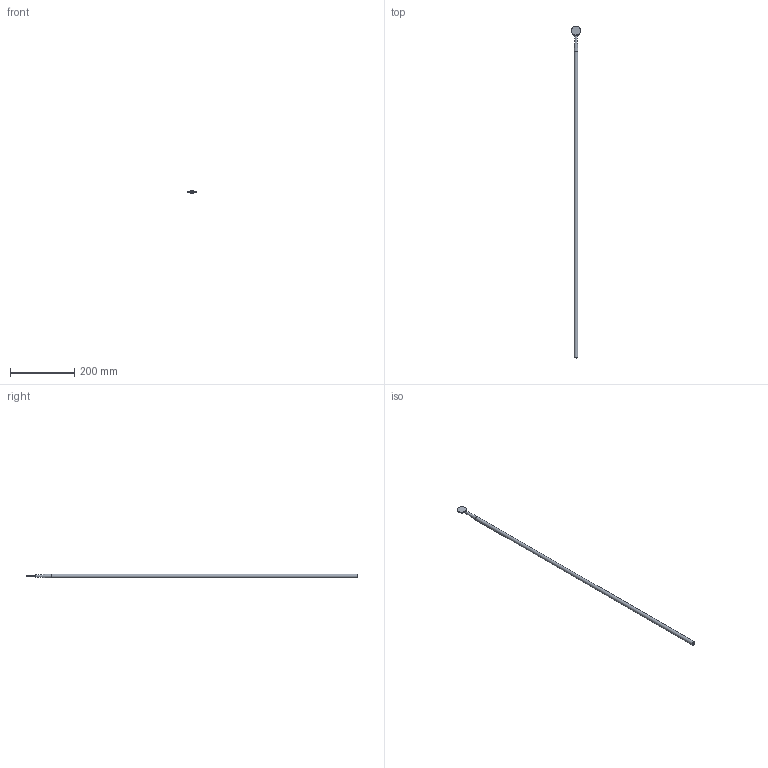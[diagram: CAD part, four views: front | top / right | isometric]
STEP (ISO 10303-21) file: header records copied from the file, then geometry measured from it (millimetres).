
FILE_DESCRIPTION (( 'STEP AP203' ), '1' );
FILE_NAME ('1445.STEP', '2022-04-25T12:02:32', ( '' ), ( '' ), 'SwSTEP 2.0', 'SolidWorks 2018', '' );
FILE_SCHEMA (( 'CONFIG_CONTROL_DESIGN' ));
Length unit declared in the file: millimetre
Products named in the file (1): 1445
Bounding box: 29.92 x 1034.94 x 12 mm (x, y, z)
Volume: 113786.6 mm3; surface area: 39338.4 mm2
Topology: 1 solids, 1 shells, 220 faces, 599 edges, 399 vertices
Faces by surface type: plane 135, bspline 80, cylinder 4, cone 1
Full cylindrical faces by diameter (mm): 12 x1
Entity records: 10241 total; most frequent: CARTESIAN_POINT 5187, ORIENTED_EDGE 1192, DIRECTION 710, EDGE_CURVE 596, VECTOR 420, LINE 420, VERTEX_POINT 398, EDGE_LOOP 240
